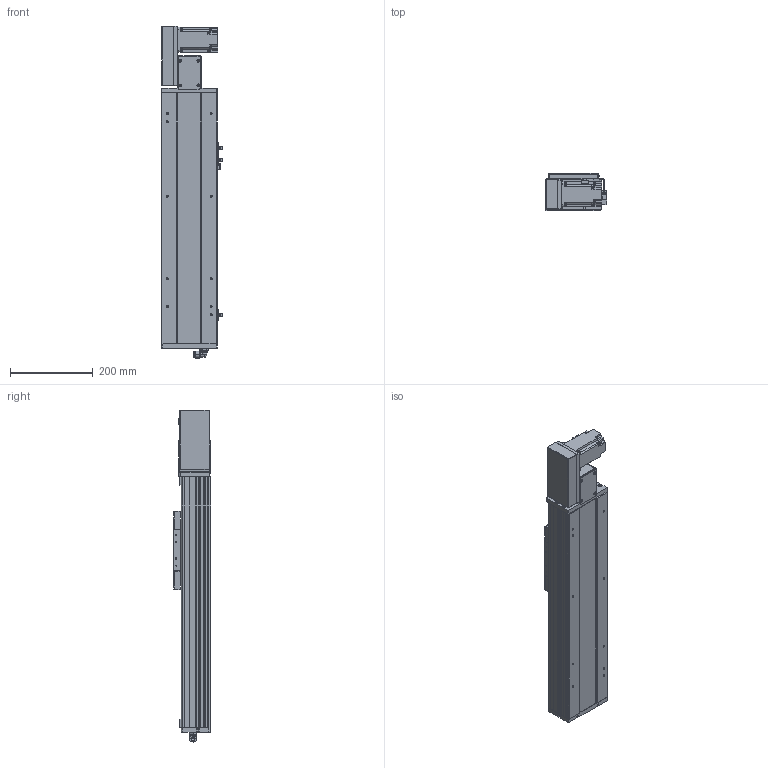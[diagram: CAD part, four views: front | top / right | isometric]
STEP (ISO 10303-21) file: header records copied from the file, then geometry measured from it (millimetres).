
FILE_DESCRIPTION (( 'STEP AP203' ), '1' );
FILE_NAME ('YTC135-4P-D01-300.step', '2018-07-13T02:37:35', ( 'admin' ), ( '' ), 'SwSTEP 2.0', 'SolidWorks 2016', '' );
FILE_SCHEMA (( 'CONFIG_CONTROL_DESIGN' ));
Length unit declared in the file: millimetre
Products named in the file (10): AP-TC-13510-4P_MSELL10-1; AP-TC-13507-4P; AP-TC-13501-4P-500; AP-TC-13506-4P; AP-TC-13502-4P; YTC135-4P-D01-300; AP-TC-13504-4P; AP-TC-13509-4P; AP-TC-13505-4P; AP-TC-13503-4P
Assembly tree (11 placements, depth 2):
  YTC135-4P-D01-300
    AP-TC-13502-4P  x3
    AP-TC-13504-4P
    AP-TC-13509-4P
    AP-TC-13505-4P
    AP-TC-13503-4P
    AP-TC-13510-4P_MSELL10-1
    AP-TC-13507-4P
    AP-TC-13501-4P-500
    AP-TC-13506-4P
Bounding box: 148.7 x 91 x 803.75 mm (x, y, z)
Volume: 2547976.4 mm3; surface area: 890502 mm2
Topology: 12 solids, 30 shells, 1437 faces, 3658 edges, 2329 vertices
Faces by surface type: plane 819, cylinder 435, cone 141, bspline 20, torus 16, sphere 6
Entity records: 41392 total; most frequent: CARTESIAN_POINT 8014, DIRECTION 6869, ORIENTED_EDGE 6454, EDGE_CURVE 3310, AXIS2_PLACEMENT_3D 2340, LINE 2189, VECTOR 2189, VERTEX_POINT 2119
